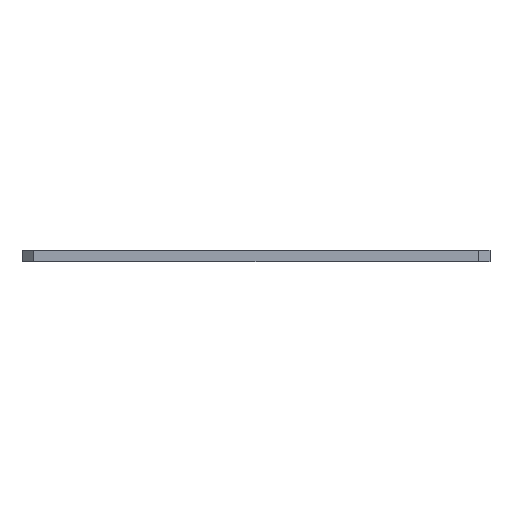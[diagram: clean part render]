
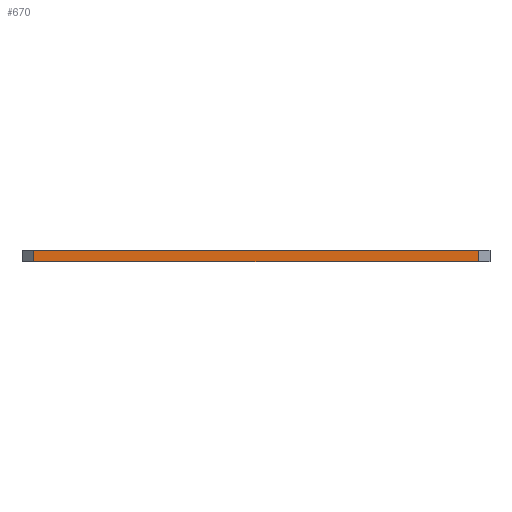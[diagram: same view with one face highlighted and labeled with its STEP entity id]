
A CAD part, front view. The second image highlights one B-rep face of the part: STEP entity #670.
In plain terms, the highlighted planar face has unit normal (0, -1, 0).
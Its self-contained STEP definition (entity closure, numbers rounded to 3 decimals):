
#13 = EDGE_CURVE ( 'NONE', #586, #66, #640, .T. ) ;
#30 = FACE_OUTER_BOUND ( 'NONE', #594, .T. ) ;
#35 = CARTESIAN_POINT ( 'NONE',  ( -38., -60., 0. ) ) ;
#66 = VERTEX_POINT ( 'NONE', #247 ) ;
#95 = ORIENTED_EDGE ( 'NONE', *, *, #13, .T. ) ;
#155 = LINE ( 'NONE', #510, #570 ) ;
#164 = CARTESIAN_POINT ( 'NONE',  ( 38., -60., 2. ) ) ;
#170 = EDGE_CURVE ( 'NONE', #347, #66, #489, .T. ) ;
#208 = EDGE_CURVE ( 'NONE', #347, #294, #737, .T. ) ;
#232 = EDGE_CURVE ( 'NONE', #294, #586, #155, .T. ) ;
#246 = ORIENTED_EDGE ( 'NONE', *, *, #232, .T. ) ;
#247 = CARTESIAN_POINT ( 'NONE',  ( 38., -60., 2. ) ) ;
#249 = DIRECTION ( 'NONE',  ( 1., 0., 0. ) ) ;
#259 = ORIENTED_EDGE ( 'NONE', *, *, #170, .F. ) ;
#278 = DIRECTION ( 'NONE',  ( 0., 0., 1. ) ) ;
#284 = AXIS2_PLACEMENT_3D ( 'NONE', #680, #726, #622 ) ;
#294 = VERTEX_POINT ( 'NONE', #35 ) ;
#309 = CARTESIAN_POINT ( 'NONE',  ( -40., -60., 2. ) ) ;
#347 = VERTEX_POINT ( 'NONE', #647 ) ;
#382 = DIRECTION ( 'NONE',  ( 0., 0., -1. ) ) ;
#440 = ORIENTED_EDGE ( 'NONE', *, *, #208, .T. ) ;
#467 = VECTOR ( 'NONE', #382, 1000. ) ;
#489 = LINE ( 'NONE', #309, #604 ) ;
#510 = CARTESIAN_POINT ( 'NONE',  ( -40., -60., 0. ) ) ;
#545 = VECTOR ( 'NONE', #278, 1000. ) ;
#570 = VECTOR ( 'NONE', #574, 1000. ) ;
#574 = DIRECTION ( 'NONE',  ( 1., 0., 0. ) ) ;
#586 = VERTEX_POINT ( 'NONE', #662 ) ;
#594 = EDGE_LOOP ( 'NONE', ( #259, #440, #246, #95 ) ) ;
#604 = VECTOR ( 'NONE', #249, 1000. ) ;
#622 = DIRECTION ( 'NONE',  ( 0., 0., 1. ) ) ;
#640 = LINE ( 'NONE', #164, #545 ) ;
#647 = CARTESIAN_POINT ( 'NONE',  ( -38., -60., 2. ) ) ;
#662 = CARTESIAN_POINT ( 'NONE',  ( 38., -60., 0. ) ) ;
#670 = ADVANCED_FACE ( 'NONE', ( #30 ), #730, .F. ) ;
#678 = CARTESIAN_POINT ( 'NONE',  ( -38., -60., 2. ) ) ;
#680 = CARTESIAN_POINT ( 'NONE',  ( -40., -60., 2. ) ) ;
#726 = DIRECTION ( 'NONE',  ( 0., 1., 0. ) ) ;
#730 = PLANE ( 'NONE',  #284 ) ;
#737 = LINE ( 'NONE', #678, #467 ) ;
